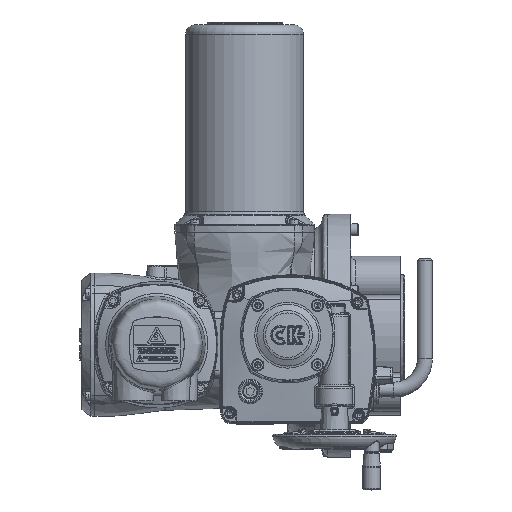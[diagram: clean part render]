
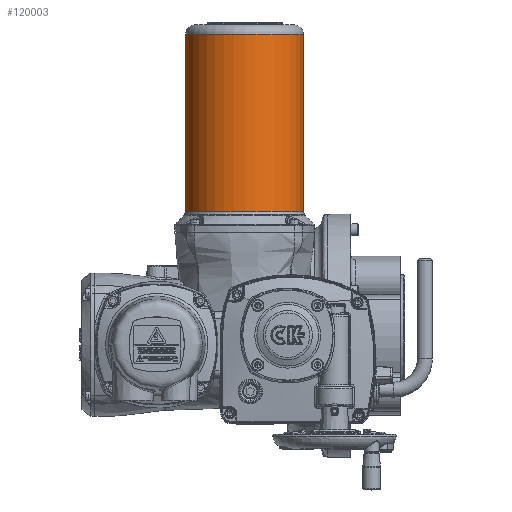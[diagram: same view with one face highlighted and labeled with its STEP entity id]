
A CAD part, top view. The second image highlights one B-rep face of the part: STEP entity #120003.
In plain terms, the highlighted cylindrical face has radius 63 mm (diameter 126 mm), a full revolution.
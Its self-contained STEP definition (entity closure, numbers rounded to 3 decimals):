
#3132=CYLINDRICAL_SURFACE('',#125677,63.);
#9694=B_SPLINE_CURVE_WITH_KNOTS('',3,(#250297,#250298,#250299,#250300,#250301,
#250302,#250303,#250304,#250305,#250306,#250307,#250308,#250309,#250310,
#250311,#250312,#250313,#250314,#250315,#250316,#250317,#250318,#250319,
#250320,#250321,#250322,#250323,#250324,#250325,#250326,#250327,#250328,
#250329,#250330,#250331,#250332),.UNSPECIFIED.,.T.,.F.,(1,1,1,1,1,1,1,1,
1,1,1,1,1,1,1,1,1,1,1,1,1,1,1,1,1,1,1,1,1,1,1,1,1,1,1,1,1,1,1,1),(-0.095,
-0.064,-0.033,0.,0.03,0.061,0.092,
0.123,0.155,0.186,0.217,0.233,
0.248,0.28,0.311,0.342,
0.373,0.405,0.436,0.467,
0.498,0.53,0.561,0.592,
0.623,0.655,0.686,0.717,
0.748,0.78,0.811,0.842,
0.873,0.905,0.936,0.967,
1.,1.03,1.061,1.092),.UNSPECIFIED.);
#40714=ORIENTED_EDGE('',*,*,#53536,.T.);
#40715=ORIENTED_EDGE('',*,*,#53537,.T.);
#40716=ORIENTED_EDGE('',*,*,#53338,.T.);
#53338=EDGE_CURVE('',#61537,#61537,#64035,.T.);
#53536=EDGE_CURVE('',#61659,#61659,#64083,.T.);
#53537=EDGE_CURVE('',#61660,#61660,#9694,.T.);
#61537=VERTEX_POINT('',#248216);
#61659=VERTEX_POINT('',#250296);
#61660=VERTEX_POINT('',#250333);
#64035=CIRCLE('',#125589,63.);
#64083=CIRCLE('',#125678,63.);
#69910=EDGE_LOOP('',(#40714));
#69911=EDGE_LOOP('',(#40715));
#69912=EDGE_LOOP('',(#40716));
#75920=FACE_BOUND('',#69910,.T.);
#75921=FACE_BOUND('',#69911,.T.);
#75922=FACE_BOUND('',#69912,.T.);
#120003=ADVANCED_FACE('',(#75920,#75921,#75922),#3132,.T.);
#125589=AXIS2_PLACEMENT_3D('',#248215,#140095,#140096);
#125677=AXIS2_PLACEMENT_3D('',#250294,#140303,#140304);
#125678=AXIS2_PLACEMENT_3D('',#250295,#140305,#140306);
#140095=DIRECTION('',(0.,1.,0.));
#140096=DIRECTION('',(-1.,0.,0.));
#140303=DIRECTION('',(0.,1.,0.));
#140304=DIRECTION('',(-1.,0.,0.));
#140305=DIRECTION('',(0.,-1.,0.));
#140306=DIRECTION('',(1.,0.,0.));
#248215=CARTESIAN_POINT('',(-46.,132.002,0.));
#248216=CARTESIAN_POINT('',(-109.,132.002,0.));
#250294=CARTESIAN_POINT('',(-46.,63.9,0.));
#250295=CARTESIAN_POINT('',(-46.,321.4,0.));
#250296=CARTESIAN_POINT('',(17.,321.4,0.));
#250297=CARTESIAN_POINT('',(-30.168,197.846,-60.981));
#250298=CARTESIAN_POINT('',(-29.472,201.191,-60.794));
#250299=CARTESIAN_POINT('',(-29.391,204.593,-60.771));
#250300=CARTESIAN_POINT('',(-29.882,207.898,-60.905));
#250301=CARTESIAN_POINT('',(-30.966,211.099,-61.185));
#250302=CARTESIAN_POINT('',(-32.625,214.062,-61.574));
#250303=CARTESIAN_POINT('',(-34.779,216.629,-62.009));
#250304=CARTESIAN_POINT('',(-37.434,218.752,-62.437));
#250305=CARTESIAN_POINT('',(-39.922,220.018,-62.722));
#250306=CARTESIAN_POINT('',(-42.098,220.713,-62.886));
#250307=CARTESIAN_POINT('',(-44.28,221.158,-62.994));
#250308=CARTESIAN_POINT('',(-47.139,221.265,-63.02));
#250309=CARTESIAN_POINT('',(-50.457,220.653,-62.87));
#250310=CARTESIAN_POINT('',(-53.601,219.331,-62.564));
#250311=CARTESIAN_POINT('',(-56.369,217.408,-62.159));
#250312=CARTESIAN_POINT('',(-58.7,214.974,-61.719));
#250313=CARTESIAN_POINT('',(-60.538,212.132,-61.307));
#250314=CARTESIAN_POINT('',(-61.817,208.996,-60.985));
#250315=CARTESIAN_POINT('',(-62.519,205.669,-60.796));
#250316=CARTESIAN_POINT('',(-62.618,202.274,-60.769));
#250317=CARTESIAN_POINT('',(-62.121,198.913,-60.904));
#250318=CARTESIAN_POINT('',(-61.034,195.706,-61.185));
#250319=CARTESIAN_POINT('',(-59.387,192.754,-61.572));
#250320=CARTESIAN_POINT('',(-57.219,190.172,-62.009));
#250321=CARTESIAN_POINT('',(-54.584,188.058,-62.434));
#250322=CARTESIAN_POINT('',(-51.568,186.525,-62.781));
#250323=CARTESIAN_POINT('',(-48.272,185.662,-62.989));
#250324=CARTESIAN_POINT('',(-44.891,185.532,-63.021));
#250325=CARTESIAN_POINT('',(-41.526,186.152,-62.869));
#250326=CARTESIAN_POINT('',(-38.408,187.464,-62.564));
#250327=CARTESIAN_POINT('',(-35.635,189.388,-62.16));
#250328=CARTESIAN_POINT('',(-33.293,191.832,-61.717));
#250329=CARTESIAN_POINT('',(-31.471,194.654,-61.308));
#250330=CARTESIAN_POINT('',(-30.168,197.846,-60.981));
#250331=CARTESIAN_POINT('',(-29.472,201.191,-60.794));
#250332=CARTESIAN_POINT('',(-29.391,204.593,-60.771));
#250333=CARTESIAN_POINT('',(-29.562,201.317,-60.818));
